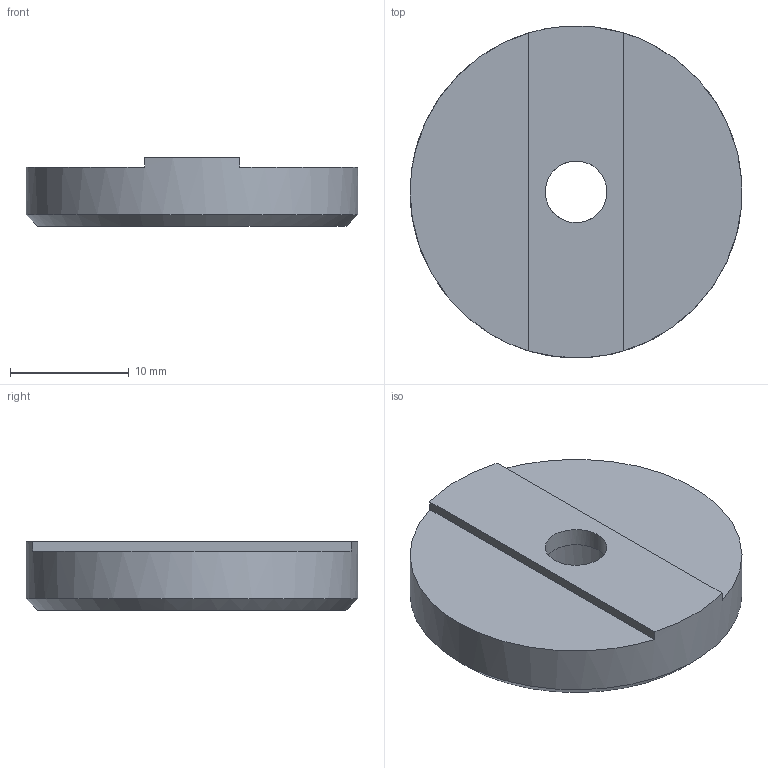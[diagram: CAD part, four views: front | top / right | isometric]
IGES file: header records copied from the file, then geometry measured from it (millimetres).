
Global section: file name: Rubber Bumper Foot_v2; native system: unknown; preprocessor: unknown; author: unknown; organization: unknown; date: 20200923.175759; units: millimetre
Bounding box: 27.98 x 27.96 x 5.8 mm (x, y, z)
Volume: 2917.2 mm3; surface area: 1755.8 mm2
Topology: 1 solids, 1 shells, 11 faces, 25 edges, 16 vertices
Faces by surface type: bspline 11
